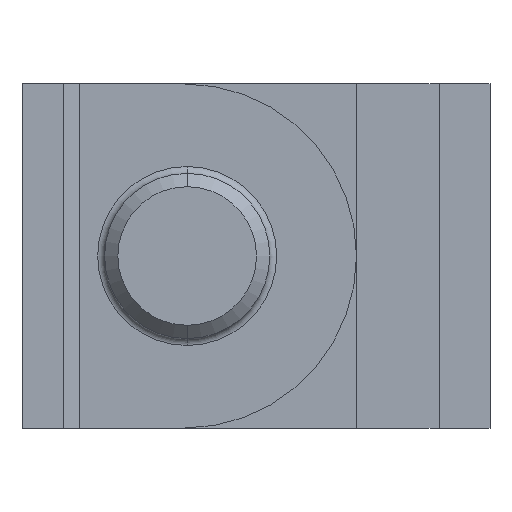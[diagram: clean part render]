
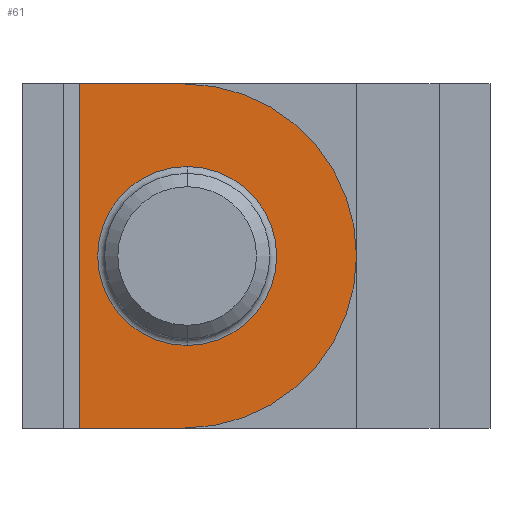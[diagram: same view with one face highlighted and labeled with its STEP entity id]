
A CAD part, front view. The second image highlights one B-rep face of the part: STEP entity #61.
In plain terms, the highlighted planar face has unit normal (0, -1, 0).
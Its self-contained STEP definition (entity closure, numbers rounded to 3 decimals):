
#61 = ADVANCED_FACE ( 'NONE', ( #2093, #1118 ), #1509, .F. ) ;
#62 = CARTESIAN_POINT ( 'NONE',  ( 24.3, 1., 12.5 ) ) ;
#75 = ORIENTED_EDGE ( 'NONE', *, *, #2115, .F. ) ;
#109 = DIRECTION ( 'NONE',  ( 0., 1., 0. ) ) ;
#135 = VERTEX_POINT ( 'NONE', #1685 ) ;
#208 = AXIS2_PLACEMENT_3D ( 'NONE', #989, #2346, #1182 ) ;
#228 = EDGE_CURVE ( 'NONE', #942, #1764, #2222, .T. ) ;
#238 = VERTEX_POINT ( 'NONE', #1339 ) ;
#271 = VERTEX_POINT ( 'NONE', #553 ) ;
#340 = CIRCLE ( 'NONE', #507, 12.5 ) ;
#493 = AXIS2_PLACEMENT_3D ( 'NONE', #62, #109, #1485 ) ;
#507 = AXIS2_PLACEMENT_3D ( 'NONE', #1031, #2395, #1227 ) ;
#512 = CARTESIAN_POINT ( 'NONE',  ( 12., 1., 0. ) ) ;
#553 = CARTESIAN_POINT ( 'NONE',  ( 24.3, 1., 0. ) ) ;
#564 = ORIENTED_EDGE ( 'NONE', *, *, #790, .T. ) ;
#587 = ORIENTED_EDGE ( 'NONE', *, *, #228, .T. ) ;
#625 = VERTEX_POINT ( 'NONE', #2487 ) ;
#656 = VECTOR ( 'NONE', #908, 1000. ) ;
#692 = CARTESIAN_POINT ( 'NONE',  ( 11.8, 1., 0. ) ) ;
#695 = CARTESIAN_POINT ( 'NONE',  ( 12., 1., 6.5 ) ) ;
#711 = DIRECTION ( 'NONE',  ( -1., 0., 0. ) ) ;
#712 = EDGE_LOOP ( 'NONE', ( #1039, #564, #1642, #75, #587 ) ) ;
#733 = DIRECTION ( 'NONE',  ( 0., 0., -1. ) ) ;
#736 = CARTESIAN_POINT ( 'NONE',  ( 24.3, 1., -12.5 ) ) ;
#790 = EDGE_CURVE ( 'NONE', #238, #271, #2448, .T. ) ;
#893 = DIRECTION ( 'NONE',  ( 1., 0., 0. ) ) ;
#904 = ORIENTED_EDGE ( 'NONE', *, *, #937, .T. ) ;
#908 = DIRECTION ( 'NONE',  ( 1., 0., 0. ) ) ;
#937 = EDGE_CURVE ( 'NONE', #2073, #625, #2352, .T. ) ;
#942 = VERTEX_POINT ( 'NONE', #1950 ) ;
#965 = CARTESIAN_POINT ( 'NONE',  ( 4.192, 1., -12.5 ) ) ;
#989 = CARTESIAN_POINT ( 'NONE',  ( 12., 1., 0. ) ) ;
#992 = VECTOR ( 'NONE', #2506, 1000. ) ;
#1031 = CARTESIAN_POINT ( 'NONE',  ( 11.8, 1., 0. ) ) ;
#1039 = ORIENTED_EDGE ( 'NONE', *, *, #1465, .T. ) ;
#1118 = FACE_OUTER_BOUND ( 'NONE', #712, .T. ) ;
#1164 = AXIS2_PLACEMENT_3D ( 'NONE', #512, #1895, #711 ) ;
#1182 = DIRECTION ( 'NONE',  ( -1., 0., 0. ) ) ;
#1227 = DIRECTION ( 'NONE',  ( 1., 0., 0. ) ) ;
#1251 = LINE ( 'NONE', #2463, #656 ) ;
#1339 = CARTESIAN_POINT ( 'NONE',  ( 11.8, 1., -12.5 ) ) ;
#1465 = EDGE_CURVE ( 'NONE', #1764, #238, #1507, .T. ) ;
#1485 = DIRECTION ( 'NONE',  ( -1., 0., 0. ) ) ;
#1507 = LINE ( 'NONE', #736, #992 ) ;
#1509 = PLANE ( 'NONE',  #493 ) ;
#1592 = EDGE_LOOP ( 'NONE', ( #904, #2412 ) ) ;
#1642 = ORIENTED_EDGE ( 'NONE', *, *, #1715, .T. ) ;
#1685 = CARTESIAN_POINT ( 'NONE',  ( 11.8, 1., 12.5 ) ) ;
#1694 = CIRCLE ( 'NONE', #1164, 6.5 ) ;
#1715 = EDGE_CURVE ( 'NONE', #271, #135, #340, .T. ) ;
#1764 = VERTEX_POINT ( 'NONE', #965 ) ;
#1895 = DIRECTION ( 'NONE',  ( 0., 1., 0. ) ) ;
#1950 = CARTESIAN_POINT ( 'NONE',  ( 4.192, 1., 12.5 ) ) ;
#2070 = DIRECTION ( 'NONE',  ( 0., -1., 0. ) ) ;
#2073 = VERTEX_POINT ( 'NONE', #695 ) ;
#2093 = FACE_BOUND ( 'NONE', #1592, .T. ) ;
#2115 = EDGE_CURVE ( 'NONE', #942, #135, #1251, .T. ) ;
#2147 = EDGE_CURVE ( 'NONE', #625, #2073, #1694, .T. ) ;
#2153 = VECTOR ( 'NONE', #733, 1000. ) ;
#2222 = LINE ( 'NONE', #2312, #2153 ) ;
#2312 = CARTESIAN_POINT ( 'NONE',  ( 4.192, 1., 12.5 ) ) ;
#2346 = DIRECTION ( 'NONE',  ( 0., 1., 0. ) ) ;
#2352 = CIRCLE ( 'NONE', #208, 6.5 ) ;
#2395 = DIRECTION ( 'NONE',  ( 0., -1., 0. ) ) ;
#2412 = ORIENTED_EDGE ( 'NONE', *, *, #2147, .T. ) ;
#2448 = CIRCLE ( 'NONE', #2535, 12.5 ) ;
#2463 = CARTESIAN_POINT ( 'NONE',  ( 24.3, 1., 12.5 ) ) ;
#2487 = CARTESIAN_POINT ( 'NONE',  ( 12., 1., -6.5 ) ) ;
#2506 = DIRECTION ( 'NONE',  ( 1., 0., 0. ) ) ;
#2535 = AXIS2_PLACEMENT_3D ( 'NONE', #692, #2070, #893 ) ;
